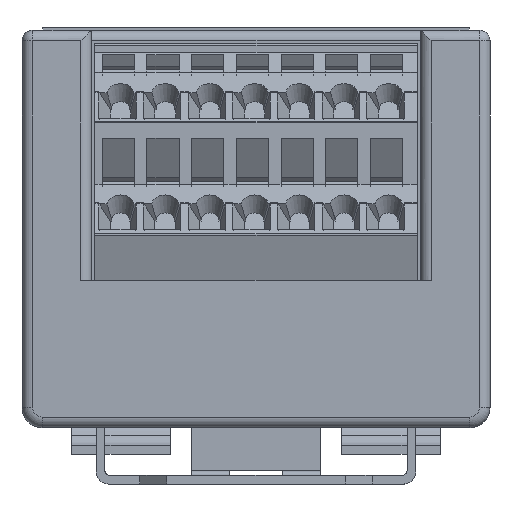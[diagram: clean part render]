
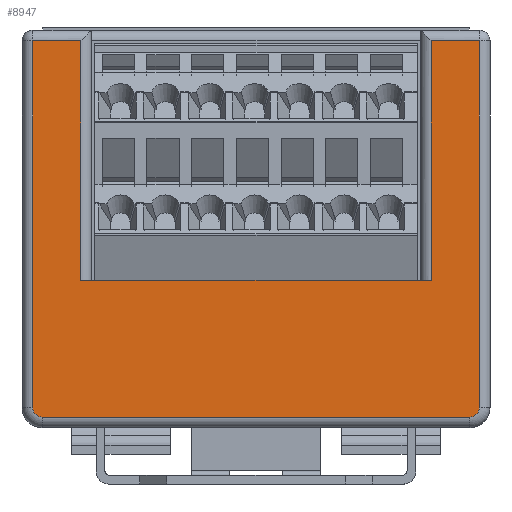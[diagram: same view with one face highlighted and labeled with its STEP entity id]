
A CAD part, front view. The second image highlights one B-rep face of the part: STEP entity #8947.
In plain terms, the highlighted planar face has unit normal (0, -1, 0).
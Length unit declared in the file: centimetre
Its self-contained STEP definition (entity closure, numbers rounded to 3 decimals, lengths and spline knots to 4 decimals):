
#413=PLANE('',#9467);
#820=VECTOR('',#10080,1.);
#823=VECTOR('',#10085,1.);
#824=VECTOR('',#10095,1.);
#826=VECTOR('',#10099,1.);
#829=VECTOR('',#10108,1.);
#848=VECTOR('',#10191,1.);
#851=VECTOR('',#10198,1.);
#858=VECTOR('',#10211,1.);
#1918=LINE('',#12049,#820);
#1921=LINE('',#12053,#823);
#1922=LINE('',#12061,#824);
#1924=LINE('',#12064,#826);
#1927=LINE('',#12074,#829);
#1946=LINE('',#12150,#848);
#1949=LINE('',#12157,#851);
#1956=LINE('',#12172,#858);
#3017=VERTEX_POINT('',#12024);
#3022=VERTEX_POINT('',#12034);
#3024=VERTEX_POINT('',#12039);
#3025=VERTEX_POINT('',#12041);
#3028=VERTEX_POINT('',#12048);
#3030=VERTEX_POINT('',#12057);
#3031=VERTEX_POINT('',#12065);
#3033=VERTEX_POINT('',#12071);
#3058=VERTEX_POINT('',#12149);
#3059=VERTEX_POINT('',#12151);
#3872=CIRCLE('',#9413,0.105);
#3877=CIRCLE('',#9421,0.105);
#3989=EDGE_CURVE('',#3024,#3025,#3872,.T.);
#3993=EDGE_CURVE('',#3028,#3024,#1918,.T.);
#3996=EDGE_CURVE('',#3025,#3022,#1921,.T.);
#3998=EDGE_CURVE('',#3030,#3028,#3877,.T.);
#4000=EDGE_CURVE('',#3017,#3030,#1922,.T.);
#4002=EDGE_CURVE('',#3022,#3031,#1924,.T.);
#4007=EDGE_CURVE('',#3031,#3033,#1927,.T.);
#4045=EDGE_CURVE('',#3058,#3059,#1946,.T.);
#4049=EDGE_CURVE('',#3059,#3017,#1949,.T.);
#4057=EDGE_CURVE('',#3033,#3058,#1956,.T.);
#5384=ORIENTED_EDGE('',*,*,#4057,.F.);
#5385=ORIENTED_EDGE('',*,*,#4007,.F.);
#5386=ORIENTED_EDGE('',*,*,#4002,.F.);
#5387=ORIENTED_EDGE('',*,*,#3996,.F.);
#5388=ORIENTED_EDGE('',*,*,#3989,.F.);
#5389=ORIENTED_EDGE('',*,*,#3993,.F.);
#5390=ORIENTED_EDGE('',*,*,#3998,.F.);
#5391=ORIENTED_EDGE('',*,*,#4000,.F.);
#5392=ORIENTED_EDGE('',*,*,#4049,.F.);
#5393=ORIENTED_EDGE('',*,*,#4045,.F.);
#7889=EDGE_LOOP('',(#5384,#5385,#5386,#5387,#5388,#5389,#5390,#5391,#5392,
#5393));
#8418=FACE_BOUND('',#7889,.T.);
#8947=ADVANCED_FACE('',(#8418),#413,.T.);
#9413=AXIS2_PLACEMENT_3D('',#12040,#10070,#10071);
#9421=AXIS2_PLACEMENT_3D('',#12058,#10089,#10090);
#9467=AXIS2_PLACEMENT_3D('',#12171,#10210,$);
#10070=DIRECTION('',(0.,1.,0.));
#10071=DIRECTION('',(-0.074,0.,-0.074));
#10080=DIRECTION('',(-1.,0.,0.));
#10085=DIRECTION('',(0.,0.,1.));
#10089=DIRECTION('',(0.,1.,0.));
#10090=DIRECTION('',(0.074,0.,-0.074));
#10095=DIRECTION('',(0.,0.,-1.));
#10099=DIRECTION('',(1.,0.,0.));
#10108=DIRECTION('',(0.,0.,-1.));
#10191=DIRECTION('',(0.,0.,1.));
#10198=DIRECTION('',(1.,0.,0.));
#10210=DIRECTION('',(0.,-1.,0.));
#10211=DIRECTION('',(1.,0.,0.));
#12024=CARTESIAN_POINT('',(2.498,-6.01,4.33));
#12034=CARTESIAN_POINT('',(-2.498,-6.01,4.33));
#12039=CARTESIAN_POINT('',(-2.393,-6.01,0.12));
#12040=CARTESIAN_POINT('',(-2.393,-6.01,0.225));
#12041=CARTESIAN_POINT('',(-2.498,-6.01,0.225));
#12048=CARTESIAN_POINT('',(2.393,-6.01,0.12));
#12049=CARTESIAN_POINT('',(0.,-6.01,0.12));
#12053=CARTESIAN_POINT('',(-2.498,-6.01,0.));
#12057=CARTESIAN_POINT('',(2.498,-6.01,0.225));
#12058=CARTESIAN_POINT('',(2.393,-6.01,0.225));
#12061=CARTESIAN_POINT('',(2.498,-6.01,0.));
#12064=CARTESIAN_POINT('',(0.,-6.01,4.33));
#12065=CARTESIAN_POINT('',(-1.96,-6.01,4.33));
#12071=CARTESIAN_POINT('',(-1.96,-6.01,1.65));
#12074=CARTESIAN_POINT('',(-1.96,-6.01,2.225));
#12149=CARTESIAN_POINT('',(1.96,-6.01,1.65));
#12150=CARTESIAN_POINT('',(1.96,-6.01,2.225));
#12151=CARTESIAN_POINT('',(1.96,-6.01,4.33));
#12157=CARTESIAN_POINT('',(0.,-6.01,4.33));
#12171=CARTESIAN_POINT('',(0.,-6.01,0.));
#12172=CARTESIAN_POINT('',(0.,-6.01,1.65));
